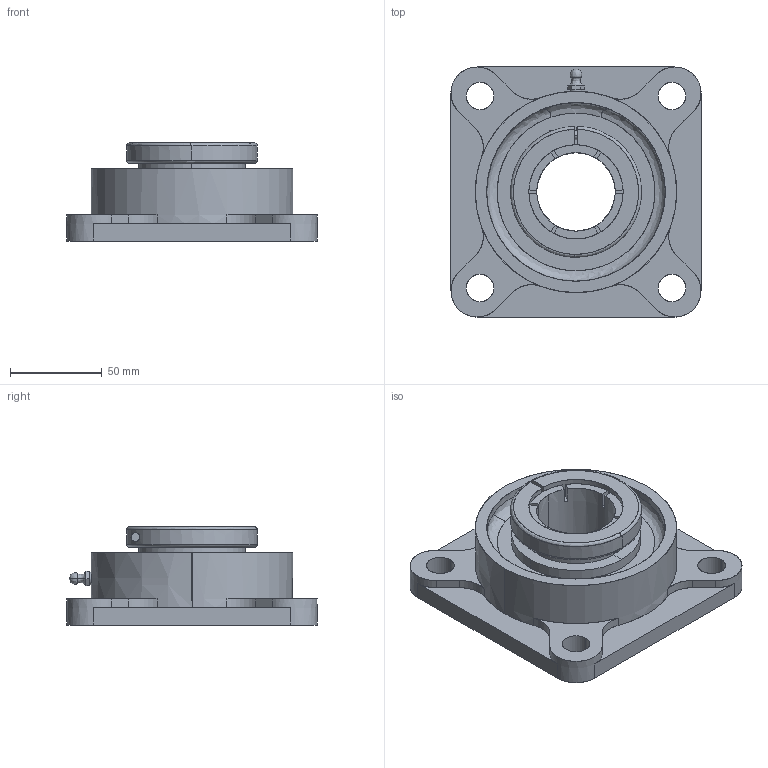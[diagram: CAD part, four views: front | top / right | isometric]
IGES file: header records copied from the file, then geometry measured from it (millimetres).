
Start section: SolidWorks IGES file using analytic representation for surfaces
Global section: file name: SFDEFAU1015112651644.igs; native system: SolidWorks 2015; preprocessor: SolidWorks 2015; author: partstream; date: 151015.112654; units: inch
Bounding box: 136.53 x 136.53 x 53.58 mm (x, y, z)
Surface area: 71852.1 mm2 (no closed solid volume)
Topology: 0 solids, 0 shells, 179 faces, 3025 edges, 3036 vertices
Faces by surface type: bspline 117, revolution 62
